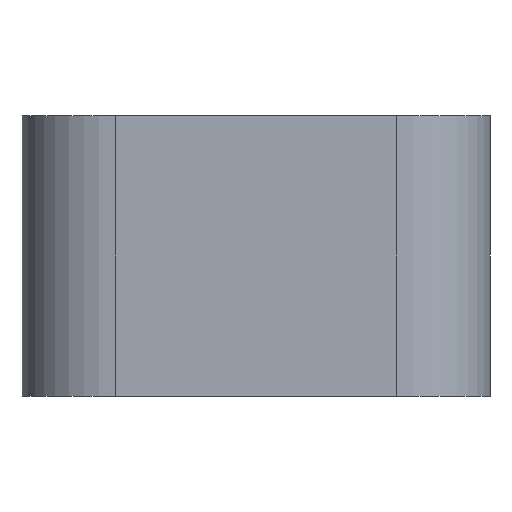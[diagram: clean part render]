
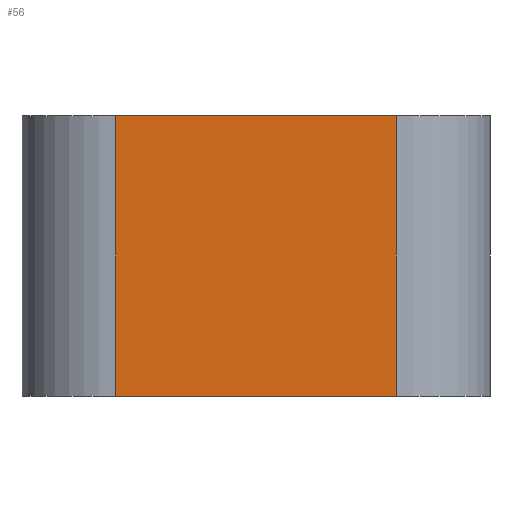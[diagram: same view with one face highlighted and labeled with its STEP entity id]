
A CAD part, left-side view. The second image highlights one B-rep face of the part: STEP entity #56.
In plain terms, the highlighted planar face has unit normal (-1, 0, 0).
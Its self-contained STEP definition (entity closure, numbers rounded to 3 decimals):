
#56 = ADVANCED_FACE( '', ( #120 ), #121, .F. );
#120 = FACE_OUTER_BOUND( '', #193, .T. );
#121 = PLANE( '', #194 );
#193 = EDGE_LOOP( '', ( #287, #288, #289, #290 ) );
#194 = AXIS2_PLACEMENT_3D( '', #291, #292, #293 );
#287 = ORIENTED_EDGE( '', *, *, #448, .F. );
#288 = ORIENTED_EDGE( '', *, *, #429, .T. );
#289 = ORIENTED_EDGE( '', *, *, #449, .T. );
#290 = ORIENTED_EDGE( '', *, *, #450, .T. );
#291 = CARTESIAN_POINT( '', ( -27.5, 12.5, 15. ) );
#292 = DIRECTION( '', ( 1., 0., 0. ) );
#293 = DIRECTION( '', ( 0., 1., 0. ) );
#429 = EDGE_CURVE( '', #501, #505, #507, .T. );
#448 = EDGE_CURVE( '', #501, #538, #539, .T. );
#449 = EDGE_CURVE( '', #505, #540, #541, .T. );
#450 = EDGE_CURVE( '', #540, #538, #542, .F. );
#501 = VERTEX_POINT( '', #609 );
#505 = VERTEX_POINT( '', #614 );
#507 = LINE( '', #616, #617 );
#538 = VERTEX_POINT( '', #655 );
#539 = LINE( '', #656, #657 );
#540 = VERTEX_POINT( '', #658 );
#541 = LINE( '', #659, #660 );
#542 = LINE( '', #661, #662 );
#609 = CARTESIAN_POINT( '', ( -27.5, 7.5, 15. ) );
#614 = CARTESIAN_POINT( '', ( -27.5, 7.5, 0. ) );
#616 = CARTESIAN_POINT( '', ( -27.5, 7.5, 15. ) );
#617 = VECTOR( '', #741, 1000. );
#655 = CARTESIAN_POINT( '', ( -27.5, -7.5, 15. ) );
#656 = CARTESIAN_POINT( '', ( -27.5, 12.5, 15. ) );
#657 = VECTOR( '', #767, 1000. );
#658 = CARTESIAN_POINT( '', ( -27.5, -7.5, 0. ) );
#659 = CARTESIAN_POINT( '', ( -27.5, 12.5, 0. ) );
#660 = VECTOR( '', #768, 1000. );
#661 = CARTESIAN_POINT( '', ( -27.5, -7.5, 15. ) );
#662 = VECTOR( '', #769, 1000. );
#741 = DIRECTION( '', ( 0., 0., -1. ) );
#767 = DIRECTION( '', ( 0., -1., 0. ) );
#768 = DIRECTION( '', ( 0., -1., 0. ) );
#769 = DIRECTION( '', ( 0., 0., -1. ) );
